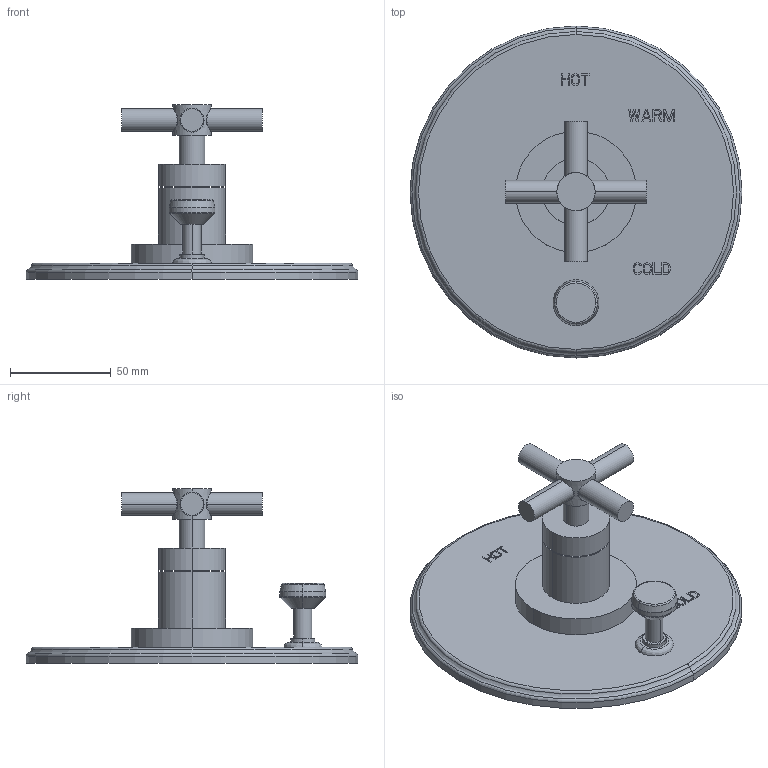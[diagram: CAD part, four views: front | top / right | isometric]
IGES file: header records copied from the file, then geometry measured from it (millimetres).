
Start section:  PTC IGES file: 5-992bp.igs
Global section: file name: 5-992bp.igs; native system: Creo Parametric by PTC Inc.; preprocessor: 2018400; author: jinson.thomas; organization: Unknown; date: 20210607.144615; units: inch
Bounding box: 165.1 x 165.1 x 86.77 mm (x, y, z)
Volume: 250114 mm3; surface area: 61109.1 mm2
Topology: 1 solids, 1 shells, 335 faces, 885 edges, 584 vertices
Faces by surface type: bspline 279, revolution 56
